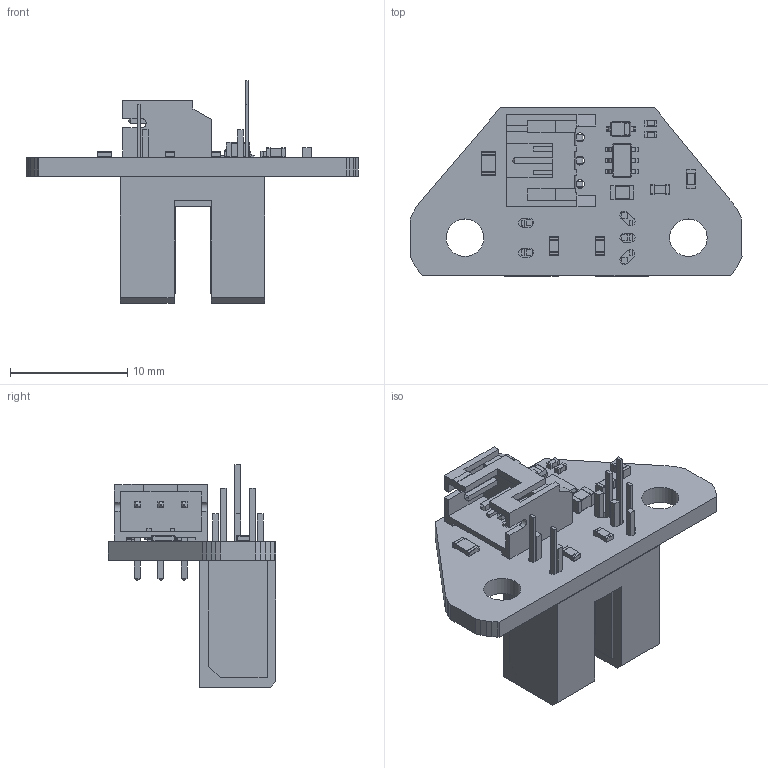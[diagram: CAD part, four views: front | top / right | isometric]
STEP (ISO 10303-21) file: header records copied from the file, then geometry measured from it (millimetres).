
FILE_DESCRIPTION(/* description */ (''),/* implementation_level */ '2;1');
FILE_NAME(/* name */ 'Tap_Photosensor_PCB_v2.4.step',/* time_stamp */ '2024-08-27T16:14:21+08:00',/* author */ (''),/* organization */ (''),/* preprocessor_version */ 'ST-DEVELOPER v20',/* originating_system */ 'Autodesk Translation Framework v13.14.0.145',/* authorisation */ '');
FILE_SCHEMA (('AUTOMOTIVE_DESIGN { 1 0 10303 214 3 1 1 }'));
Length unit declared in the file: millimetre
Products named in the file (22): Tap_Photosensor_PCB_v2.4; R_0805_2012Metric; SOLID; JST_PH_S3B-PH-K_1x03_P2.00mm_Horizontal; SOLID (1); TSOT-23-6; SOLID (5); C_0805_2012Metric; SOLID (6); C_0402_1005Metric; SOLID (3); D_SOD-323; SOLID (7); R_0603_1608Metric; SOLID (2); C_0603_1608Metric; SOLID (4); EE-SX398; SOLID (8); Optek_OPB666N; COMPOUND; PCB
Assembly tree (24 placements, depth 3):
  Tap_Photosensor_PCB_v2.4
    R_0805_2012Metric
      SOLID
    JST_PH_S3B-PH-K_1x03_P2.00mm_Horizontal
      SOLID (1)
    R_0603_1608Metric  x2
      SOLID (2)
    C_0402_1005Metric  x2
      SOLID (3)
    C_0603_1608Metric  x2
      SOLID (4)
    TSOT-23-6
      SOLID (5)
    C_0805_2012Metric
      SOLID (6)
    D_SOD-323
      SOLID (7)
    EE-SX398
      SOLID (8)
    Optek_OPB666N
      COMPOUND
    PCB
Bounding box: 28.32 x 14.32 x 19 mm (x, y, z)
Volume: 1806.7 mm3; surface area: 2499.1 mm2
Topology: 19 solids, 19 shells, 844 faces, 2242 edges, 1456 vertices
Faces by surface type: plane 682, cylinder 129, bspline 33
Full cylindrical faces by diameter (mm): 0.75 x3, 3.2 x2
Entity records: 24734 total; most frequent: CARTESIAN_POINT 4715, ORIENTED_EDGE 4060, DIRECTION 3708, EDGE_CURVE 2030, LINE 1770, VECTOR 1770, VERTEX_POINT 1316, AXIS2_PLACEMENT_3D 969
